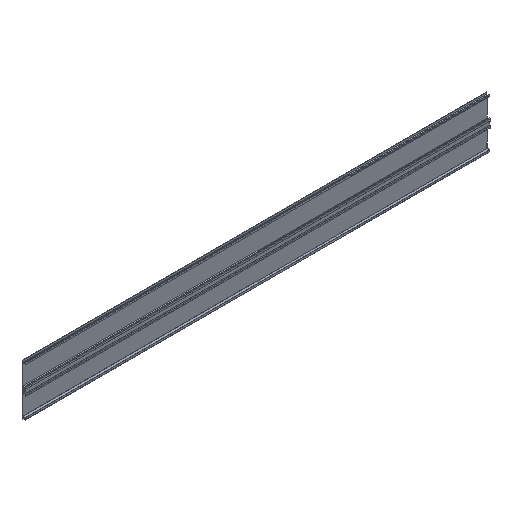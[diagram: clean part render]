
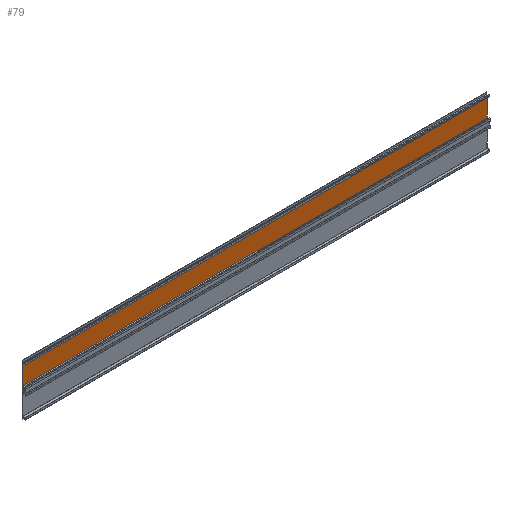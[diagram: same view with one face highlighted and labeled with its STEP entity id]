
A CAD part, isometric view. The second image highlights one B-rep face of the part: STEP entity #79.
In plain terms, the highlighted planar face has unit normal (0, -1, 0).
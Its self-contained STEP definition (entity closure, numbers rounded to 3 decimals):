
#79=ADVANCED_FACE('',(#172),#173,.T.);
#172=FACE_OUTER_BOUND('',#276,.T.);
#173=PLANE('',#277);
#276=EDGE_LOOP('',(#429,#430,#431,#432));
#277=AXIS2_PLACEMENT_3D('',#433,#434,#435);
#429=ORIENTED_EDGE('',*,*,#695,.T.);
#430=ORIENTED_EDGE('',*,*,#696,.F.);
#431=ORIENTED_EDGE('',*,*,#697,.T.);
#432=ORIENTED_EDGE('',*,*,#692,.T.);
#433=CARTESIAN_POINT('',(0.0,-5.,81.5));
#434=DIRECTION('',(0.0,-1.,0.));
#435=DIRECTION('',(0.0,0.,-1.));
#692=EDGE_CURVE('',#838,#836,#839,.T.);
#695=EDGE_CURVE('',#836,#842,#843,.T.);
#696=EDGE_CURVE('',#844,#842,#845,.T.);
#697=EDGE_CURVE('',#844,#838,#846,.T.);
#836=VERTEX_POINT('',#1050);
#838=VERTEX_POINT('',#1053);
#839=LINE('',#1054,#1055);
#842=VERTEX_POINT('',#1059);
#843=LINE('',#1060,#1061);
#844=VERTEX_POINT('',#1062);
#845=LINE('',#1063,#1064);
#846=LINE('',#1065,#1066);
#1050=CARTESIAN_POINT('',(2898.0,-5.,19.5));
#1053=CARTESIAN_POINT('',(0.0,-5.,19.5));
#1054=CARTESIAN_POINT('',(0.0,-5.,19.5));
#1055=VECTOR('',#1260,1.0);
#1059=CARTESIAN_POINT('',(2898.0,-5.0,143.5));
#1060=CARTESIAN_POINT('',(2898.0,-5.0,143.5));
#1061=VECTOR('',#1262,1.0);
#1062=CARTESIAN_POINT('',(0.0,-5.0,143.5));
#1063=CARTESIAN_POINT('',(0.0,-5.0,143.5));
#1064=VECTOR('',#1263,1.0);
#1065=CARTESIAN_POINT('',(0.0,-5.0,143.5));
#1066=VECTOR('',#1264,1.0);
#1260=DIRECTION('',(1.0,0.0,0.0));
#1262=DIRECTION('',(0.0,0.,1.));
#1263=DIRECTION('',(1.0,0.0,0.0));
#1264=DIRECTION('',(0.0,0.,-1.));
